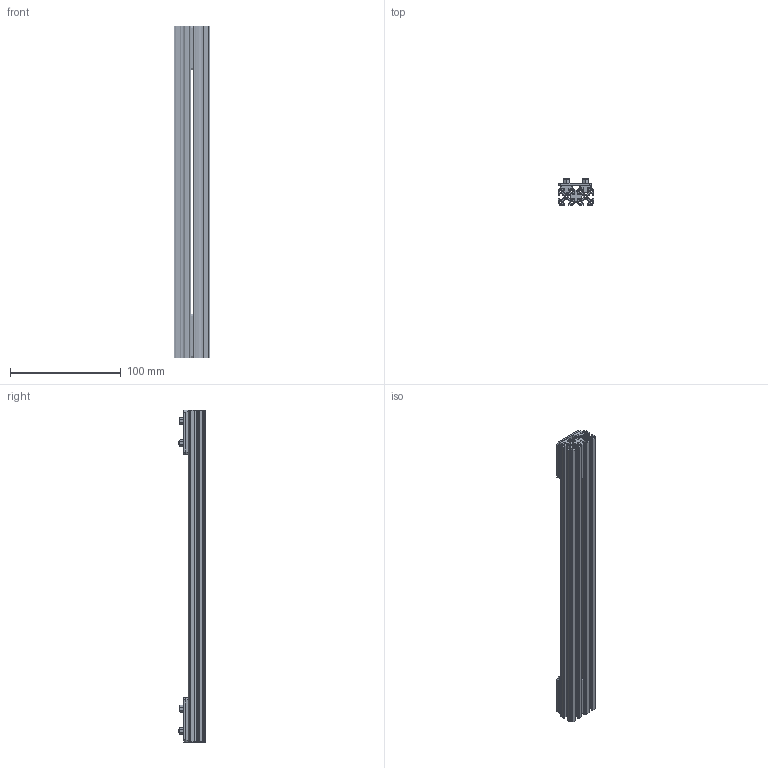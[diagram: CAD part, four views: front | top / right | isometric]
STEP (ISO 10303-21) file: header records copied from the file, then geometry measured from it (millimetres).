
FILE_DESCRIPTION (( 'STEP AP203' ), '1' );
FILE_NAME ('Heavy_duty_Linear_slide_example.STEP', '2015-09-15T17:57:20', ( '' ), ( '' ), 'SwSTEP 2.0', 'SolidWorks 2014', '' );
FILE_SCHEMA (( 'CONFIG_CONTROL_DESIGN' ));
Length unit declared in the file: millimetre
Products named in the file (9): 91280A104_91280A104; REV-41-1094; 94205A220_94205A220; REV-41-1017-300mm; REV-41-1039; REV-41-1095; 91280A106_91280A106; Heavy_duty_Linear_slide_example; 90591A250_90591A250
Assembly tree (30 placements, depth 2):
  Heavy_duty_Linear_slide_example
    REV-41-1017-300mm  x2
    REV-41-1094  x2
    REV-41-1039  x2
    REV-41-1095  x4
    91280A106_91280A106  x8
    94205A220_94205A220  x8
    91280A104_91280A104  x2
    90591A250_90591A250  x2
Bounding box: 32.5 x 23.55 x 300 mm (x, y, z)
Volume: 70538.4 mm3; surface area: 107996.6 mm2
Topology: 38 solids, 38 shells, 2270 faces, 5834 edges, 3666 vertices
Faces by surface type: cylinder 1058, plane 616, cone 484, bspline 64, torus 48
Entity records: 26554 total; most frequent: CARTESIAN_POINT 10740, ORIENTED_EDGE 3226, DIRECTION 2770, EDGE_CURVE 1613, VERTEX_POINT 1038, AXIS2_PLACEMENT_3D 983, VECTOR 804, LINE 804
